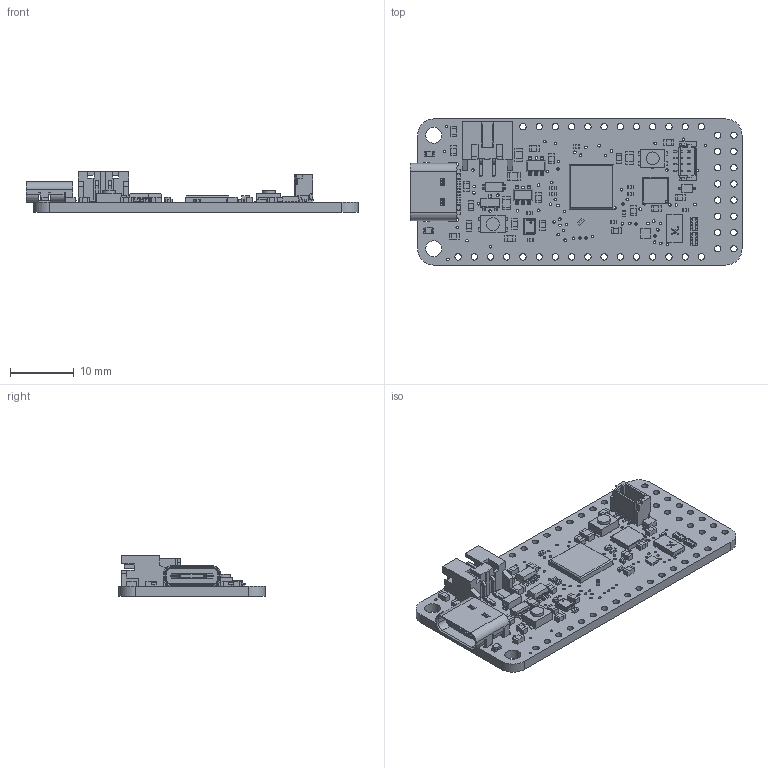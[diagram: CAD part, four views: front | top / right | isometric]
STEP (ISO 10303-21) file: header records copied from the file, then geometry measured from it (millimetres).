
FILE_DESCRIPTION(/* description */ (''),/* implementation_level */ '2;1');
FILE_NAME(/* name */ 'PCB Component.step',/* time_stamp */ '2023-01-09T11:52:29-05:00',/* author */ (''),/* organization */ (''),/* preprocessor_version */ 'ST-DEVELOPER v19.2',/* originating_system */ 'Autodesk Translation Framework v11.17.0.187',/* authorisation */ '');
FILE_SCHEMA (('AUTOMOTIVE_DESIGN { 1 0 10303 214 3 1 1 }'));
Length unit declared in the file: millimetre
Products named in the file (21): PCB Component; Board; 10uF; ORANGE; 1uF; KMR2; AP2112-3.3; JSTPH; MCP73831T-2ACI/OT; WS2812B_SK6805_1515; 8MB QSPI; 0.1uF; MBR540; DMG341; USB Type C; RP2040_QFN56; STEMMA_I2C_QTRA; 12MHz/12pF; 74AHCT245; NSR0320; 100 Pack
Assembly tree (53 placements, depth 2):
  PCB Component
    Board
    10uF  x4
    ORANGE  x2
    1uF  x18
    KMR2  x2
    AP2112-3.3
    JSTPH
    MCP73831T-2ACI/OT
    WS2812B_SK6805_1515
    8MB QSPI
    0.1uF  x11
    MBR540
    DMG341
    USB Type C
    RP2040_QFN56
    STEMMA_I2C_QTRA
    12MHz/12pF
    74AHCT245
    NSR0320
    100 Pack  x2
Bounding box: 51.98 x 22.86 x 6.37 mm (x, y, z)
Volume: 2137.8 mm3; surface area: 4616.7 mm2
Topology: 123 solids, 123 shells, 2585 faces, 6726 edges, 4362 vertices
Faces by surface type: plane 2009, cylinder 506, sphere 26, torus 20, bspline 14, cone 10
Full cylindrical faces by diameter (mm): 0.173 x1, 0.2 x1, 0.3 x1, 0.394 x49, 0.4 x46, 0.5 x2, 0.65 x2, 1 x44, 2 x2, 2.5 x2
Entity records: 61946 total; most frequent: CARTESIAN_POINT 10665, ORIENTED_EDGE 10252, DIRECTION 10124, EDGE_CURVE 5126, LINE 4070, VECTOR 4070, VERTEX_POINT 3326, AXIS2_PLACEMENT_3D 3027
